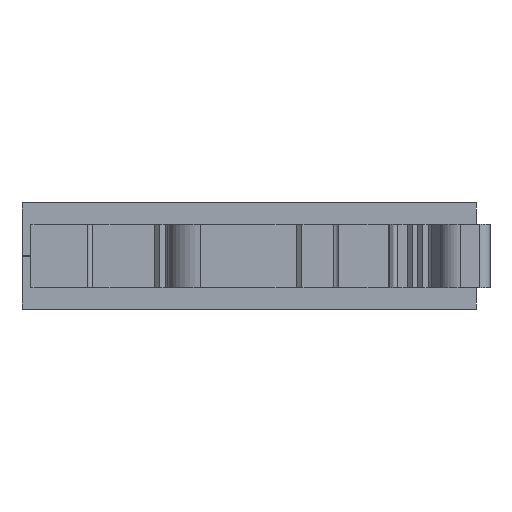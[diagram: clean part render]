
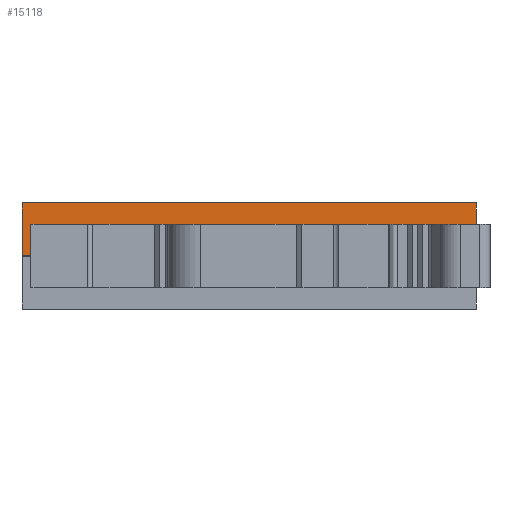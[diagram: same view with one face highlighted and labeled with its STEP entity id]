
A CAD part, front view. The second image highlights one B-rep face of the part: STEP entity #15118.
In plain terms, the highlighted planar face has unit normal (0, -1, 0).
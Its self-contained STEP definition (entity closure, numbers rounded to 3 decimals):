
#410=ORIENTED_EDGE('',*,*,#3768,.T.);
#411=ORIENTED_EDGE('',*,*,#3769,.F.);
#412=ORIENTED_EDGE('',*,*,#3770,.T.);
#413=ORIENTED_EDGE('',*,*,#3771,.T.);
#414=ORIENTED_EDGE('',*,*,#3772,.T.);
#415=ORIENTED_EDGE('',*,*,#3773,.T.);
#416=ORIENTED_EDGE('',*,*,#3774,.T.);
#417=ORIENTED_EDGE('',*,*,#3775,.F.);
#3768=EDGE_CURVE('',#5447,#5448,#6565,.T.);
#3769=EDGE_CURVE('',#5449,#5448,#6566,.T.);
#3770=EDGE_CURVE('',#5449,#5450,#6567,.F.);
#3771=EDGE_CURVE('',#5450,#5451,#6568,.T.);
#3772=EDGE_CURVE('',#5451,#5452,#6569,.T.);
#3773=EDGE_CURVE('',#5452,#5453,#6570,.T.);
#3774=EDGE_CURVE('',#5453,#5454,#6571,.T.);
#3775=EDGE_CURVE('',#5447,#5454,#6572,.T.);
#5447=VERTEX_POINT('',#19334);
#5448=VERTEX_POINT('',#19335);
#5449=VERTEX_POINT('',#19337);
#5450=VERTEX_POINT('',#19339);
#5451=VERTEX_POINT('',#19341);
#5452=VERTEX_POINT('',#19343);
#5453=VERTEX_POINT('',#19345);
#5454=VERTEX_POINT('',#19347);
#6565=LINE('',#19333,#7980);
#6566=LINE('',#19336,#7981);
#6567=LINE('',#19338,#7982);
#6568=LINE('',#19340,#7983);
#6569=LINE('',#19342,#7984);
#6570=LINE('',#19344,#7985);
#6571=LINE('',#19346,#7986);
#6572=LINE('',#19348,#7987);
#7980=VECTOR('',#16446,1000.);
#7981=VECTOR('',#16447,1000.);
#7982=VECTOR('',#16448,1000.);
#7983=VECTOR('',#16449,1000.);
#7984=VECTOR('',#16450,1000.);
#7985=VECTOR('',#16451,1000.);
#7986=VECTOR('',#16452,1000.);
#7987=VECTOR('',#16453,1000.);
#9389=EDGE_LOOP('',(#410,#411,#412,#413,#414,#415,#416,#417));
#10014=FACE_BOUND('',#9389,.T.);
#10639=PLANE('',#15699);
#15118=ADVANCED_FACE('',(#10014),#10639,.F.);
#15699=AXIS2_PLACEMENT_3D('',#19332,#16444,#16445);
#16444=DIRECTION('',(0.,1.,0.));
#16445=DIRECTION('',(1.,0.,0.));
#16446=DIRECTION('',(1.,0.,0.));
#16447=DIRECTION('',(0.,0.,-1.));
#16448=DIRECTION('',(-1.,0.,0.));
#16449=DIRECTION('',(0.,0.,-1.));
#16450=DIRECTION('',(1.,0.,0.));
#16451=DIRECTION('',(0.,0.,1.));
#16452=DIRECTION('',(-1.,0.,0.));
#16453=DIRECTION('',(0.,0.,1.));
#19332=CARTESIAN_POINT('',(21.5,-18.,5.05));
#19333=CARTESIAN_POINT('',(21.5,-18.,5.05));
#19334=CARTESIAN_POINT('',(-21.5,-18.,5.05));
#19335=CARTESIAN_POINT('',(-20.65,-18.,5.05));
#19336=CARTESIAN_POINT('',(-20.65,-18.,6.535));
#19337=CARTESIAN_POINT('',(-20.65,-18.,8.035));
#19338=CARTESIAN_POINT('',(-1.35,-18.,8.035));
#19339=CARTESIAN_POINT('',(20.781,-18.,8.035));
#19340=CARTESIAN_POINT('',(20.781,-18.,6.275));
#19341=CARTESIAN_POINT('',(20.781,-18.,5.05));
#19342=CARTESIAN_POINT('',(21.5,-18.,5.05));
#19343=CARTESIAN_POINT('',(21.5,-18.,5.05));
#19344=CARTESIAN_POINT('',(21.5,-18.,5.05));
#19345=CARTESIAN_POINT('',(21.5,-18.,10.05));
#19346=CARTESIAN_POINT('',(21.5,-18.,10.05));
#19347=CARTESIAN_POINT('',(-21.5,-18.,10.05));
#19348=CARTESIAN_POINT('',(-21.5,-18.,5.05));
